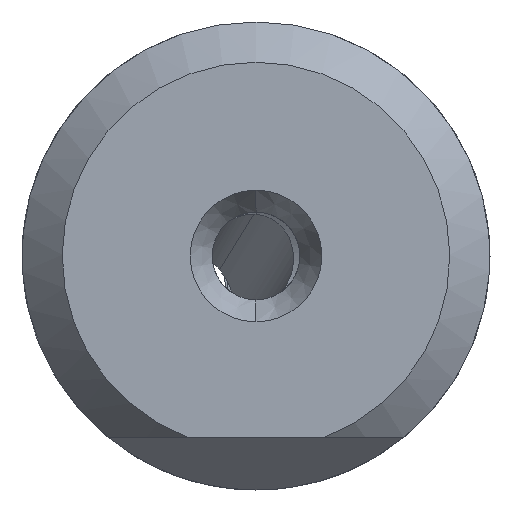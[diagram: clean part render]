
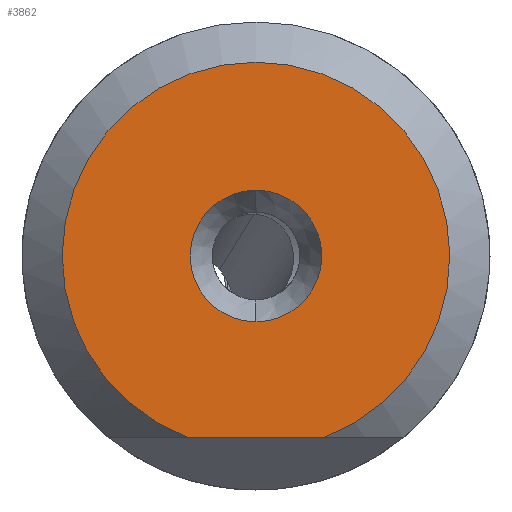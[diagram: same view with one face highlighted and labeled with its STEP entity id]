
A CAD part, left-side view. The second image highlights one B-rep face of the part: STEP entity #3862.
In plain terms, the highlighted planar face has unit normal (-1, 0, 0).
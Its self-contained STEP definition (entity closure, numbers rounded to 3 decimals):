
#28 = VERTEX_POINT ( 'NONE', #1030 ) ;
#52 = EDGE_CURVE ( 'NONE', #4244, #856, #307, .T. ) ;
#59 = CARTESIAN_POINT ( 'NONE',  ( 0., 0., 0. ) ) ;
#100 = AXIS2_PLACEMENT_3D ( 'NONE', #4314, #4225, #4208 ) ;
#218 = ORIENTED_EDGE ( 'NONE', *, *, #52, .F. ) ;
#307 = CIRCLE ( 'NONE', #2063, 2.25 ) ;
#339 = CARTESIAN_POINT ( 'NONE',  ( 0., 2.335, -6.2 ) ) ;
#359 = FACE_OUTER_BOUND ( 'NONE', #3246, .T. ) ;
#627 = EDGE_CURVE ( 'NONE', #856, #4244, #4014, .T. ) ;
#641 = FACE_BOUND ( 'NONE', #3320, .T. ) ;
#665 = CIRCLE ( 'NONE', #2878, 6.625 ) ;
#738 = VERTEX_POINT ( 'NONE', #339 ) ;
#856 = VERTEX_POINT ( 'NONE', #3812 ) ;
#1030 = CARTESIAN_POINT ( 'NONE',  ( 0., -2.335, -6.2 ) ) ;
#1043 = VECTOR ( 'NONE', #4637, 1000. ) ;
#1173 = CARTESIAN_POINT ( 'NONE',  ( 0., 0., 0. ) ) ;
#1187 = DIRECTION ( 'NONE',  ( -1., 0., 0. ) ) ;
#1209 = DIRECTION ( 'NONE',  ( 0., 0., 1. ) ) ;
#1498 = CARTESIAN_POINT ( 'NONE',  ( 0., 0., 2.25 ) ) ;
#1566 = EDGE_CURVE ( 'NONE', #738, #28, #3886, .T. ) ;
#1753 = ORIENTED_EDGE ( 'NONE', *, *, #627, .F. ) ;
#1826 = EDGE_CURVE ( 'NONE', #28, #738, #665, .T. ) ;
#1933 = DIRECTION ( 'NONE',  ( -1., 0., 0. ) ) ;
#2063 = AXIS2_PLACEMENT_3D ( 'NONE', #1173, #1187, #1209 ) ;
#2620 = DIRECTION ( 'NONE',  ( 0., 0., 1. ) ) ;
#2878 = AXIS2_PLACEMENT_3D ( 'NONE', #59, #1933, #2620 ) ;
#3246 = EDGE_LOOP ( 'NONE', ( #4238, #4750 ) ) ;
#3320 = EDGE_LOOP ( 'NONE', ( #218, #1753 ) ) ;
#3546 = DIRECTION ( 'NONE',  ( 0., 0., 1. ) ) ;
#3580 = DIRECTION ( 'NONE',  ( -1., 0., 0. ) ) ;
#3703 = CARTESIAN_POINT ( 'NONE',  ( 0., 0., 0. ) ) ;
#3812 = CARTESIAN_POINT ( 'NONE',  ( 0., 0., -2.25 ) ) ;
#3862 = ADVANCED_FACE ( 'NONE', ( #641, #359 ), #4399, .F. ) ;
#3886 = LINE ( 'NONE', #4598, #1043 ) ;
#4014 = CIRCLE ( 'NONE', #4078, 2.25 ) ;
#4078 = AXIS2_PLACEMENT_3D ( 'NONE', #3703, #3580, #3546 ) ;
#4208 = DIRECTION ( 'NONE',  ( 0., 0., -1. ) ) ;
#4225 = DIRECTION ( 'NONE',  ( 1., 0., 0. ) ) ;
#4238 = ORIENTED_EDGE ( 'NONE', *, *, #1826, .T. ) ;
#4244 = VERTEX_POINT ( 'NONE', #1498 ) ;
#4314 = CARTESIAN_POINT ( 'NONE',  ( 0., 2.25, 0. ) ) ;
#4399 = PLANE ( 'NONE',  #100 ) ;
#4598 = CARTESIAN_POINT ( 'NONE',  ( 0., 2.25, -6.2 ) ) ;
#4637 = DIRECTION ( 'NONE',  ( 0., -1., 0. ) ) ;
#4750 = ORIENTED_EDGE ( 'NONE', *, *, #1566, .T. ) ;
